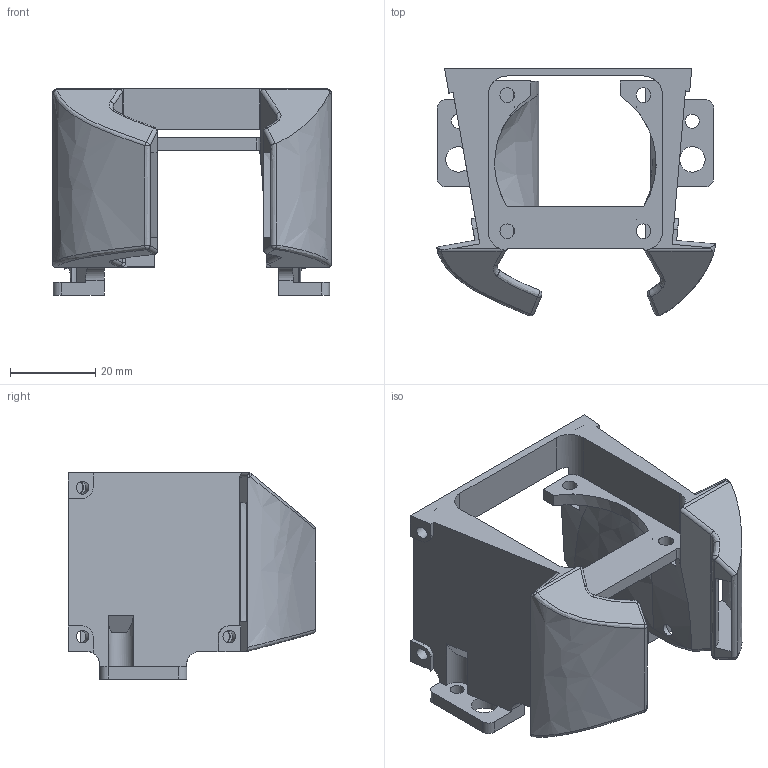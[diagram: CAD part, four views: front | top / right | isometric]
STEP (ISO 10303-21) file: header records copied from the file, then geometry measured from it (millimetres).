
FILE_DESCRIPTION(/* description */ (''),/* implementation_level */ '2;1');
FILE_NAME(/* name */ 'Duct sk-go.step',/* time_stamp */ '2021-09-20T06:30:55+08:00',/* author */ (''),/* organization */ (''),/* preprocessor_version */ 'ST-DEVELOPER v18.1',/* originating_system */ 'Autodesk Translation Framework v10.10.0.1391',/* authorisation */ '');
FILE_SCHEMA (('AUTOMOTIVE_DESIGN { 1 0 10303 214 3 1 1 }'));
Length unit declared in the file: millimetre
Products named in the file (1): Duct
Bounding box: 65.65 x 58.22 x 48.5 mm (x, y, z)
Volume: 40608.8 mm3; surface area: 20622.4 mm2
Topology: 1 solids, 1 shells, 242 faces, 676 edges, 439 vertices
Faces by surface type: plane 136, cylinder 59, bspline 39, sphere 8
Full cylindrical faces by diameter (mm): 3 x9, 3.3 x2, 3.45 x4, 6 x2
Entity records: 9024 total; most frequent: CARTESIAN_POINT 2904, ORIENTED_EDGE 1352, DIRECTION 1117, EDGE_CURVE 676, VERTEX_POINT 439, LINE 413, VECTOR 413, AXIS2_PLACEMENT_3D 352
